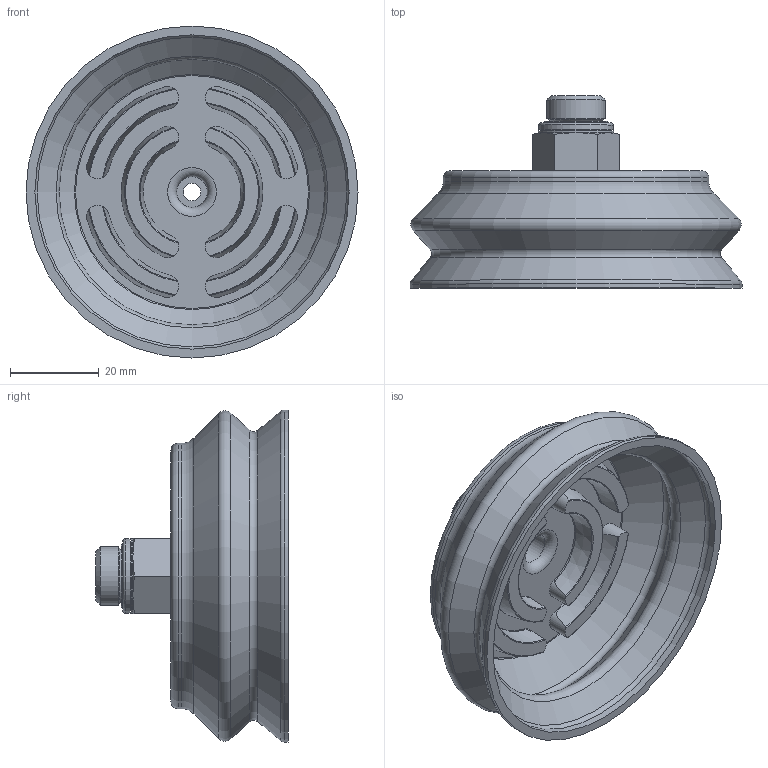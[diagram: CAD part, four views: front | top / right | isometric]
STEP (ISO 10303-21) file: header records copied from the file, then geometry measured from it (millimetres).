
FILE_DESCRIPTION(/* description */ ('STEP AP214'),/* implementation_level */ '2;1');
FILE_NAME(/* name */ '1396064_VASB-75-1_4-PUR-B',/* time_stamp */ '2024-09-16T08:43:42+02:00',/* author */ ('License CC BY-ND 4.0'),/* organization */ ('CADENAS'),/* preprocessor_version */ 'ST-DEVELOPER v19.3',/* originating_system */ 'PARTsolutions',/* authorisation */ ' ');
FILE_SCHEMA (('AUTOMOTIVE_DESIGN {1 0 10303 214 3 1 1}'));
Length unit declared in the file: millimetre
Products named in the file (1): 1396064 VASB-75-1/4-PUR-B
Bounding box: 75 x 43.5 x 75 mm (x, y, z)
Volume: 37581.1 mm3; surface area: 21062.3 mm2
Topology: 1 solids, 1 shells, 108 faces, 248 edges, 156 vertices
Faces by surface type: cylinder 35, cone 27, torus 24, plane 22
Full cylindrical faces by diameter (mm): 4 x1, 7 x1, 13.157 x1, 13.2 x1, 14.4 x1, 15.6 x1, 16.8 x1, 17 x1, 60 x1, 71 x1, 75 x1
Entity records: 3866 total; most frequent: CARTESIAN_POINT 783, DIRECTION 492, ORIENTED_EDGE 430, AXIS2_PLACEMENT_3D 228, EDGE_CURVE 215, EDGE_LOOP 156, FACE_BOUND 156, VERTEX_POINT 155
